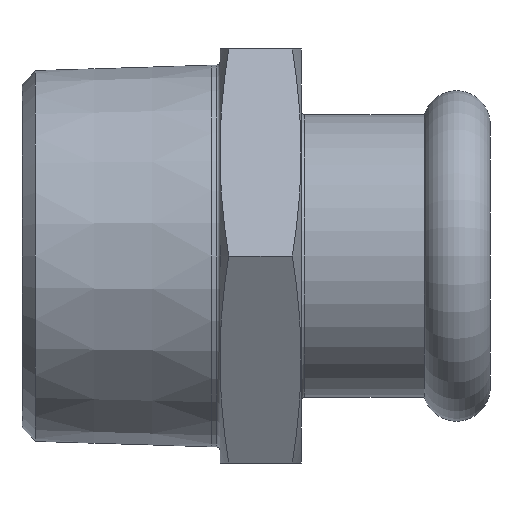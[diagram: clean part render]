
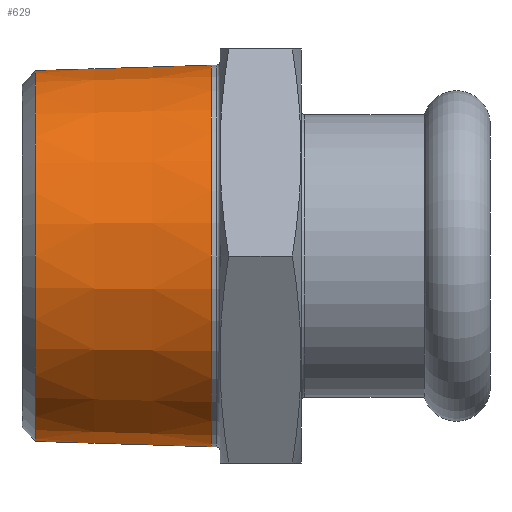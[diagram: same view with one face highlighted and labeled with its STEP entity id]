
A CAD part, left-side view. The second image highlights one B-rep face of the part: STEP entity #629.
In plain terms, the highlighted conical face has half-angle 1.78 degrees and reference radius 20.874 mm.
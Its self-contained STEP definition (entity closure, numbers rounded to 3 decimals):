
#41=CONICAL_SURFACE('',#718,20.874,0.031);
#74=LINE('',#1065,#91);
#91=VECTOR('',#864,20.874);
#120=FACE_OUTER_BOUND('',#162,.T.);
#162=EDGE_LOOP('',(#466,#467,#468,#469,#470,#471));
#221=CIRCLE('',#716,20.594);
#222=CIRCLE('',#717,20.594);
#223=CIRCLE('',#719,21.2);
#224=CIRCLE('',#720,21.2);
#276=VERTEX_POINT('',#1058);
#277=VERTEX_POINT('',#1060);
#278=VERTEX_POINT('',#1064);
#279=VERTEX_POINT('',#1066);
#347=EDGE_CURVE('',#276,#277,#221,.T.);
#348=EDGE_CURVE('',#277,#276,#222,.T.);
#349=EDGE_CURVE('',#277,#278,#74,.T.);
#350=EDGE_CURVE('',#278,#279,#223,.T.);
#351=EDGE_CURVE('',#279,#278,#224,.T.);
#466=ORIENTED_EDGE('',*,*,#347,.F.);
#467=ORIENTED_EDGE('',*,*,#348,.F.);
#468=ORIENTED_EDGE('',*,*,#349,.T.);
#469=ORIENTED_EDGE('',*,*,#350,.T.);
#470=ORIENTED_EDGE('',*,*,#351,.T.);
#471=ORIENTED_EDGE('',*,*,#349,.F.);
#629=ADVANCED_FACE('',(#120),#41,.T.);
#716=AXIS2_PLACEMENT_3D('',#1061,#858,#859);
#717=AXIS2_PLACEMENT_3D('',#1062,#860,#861);
#718=AXIS2_PLACEMENT_3D('',#1063,#862,#863);
#719=AXIS2_PLACEMENT_3D('',#1067,#865,#866);
#720=AXIS2_PLACEMENT_3D('',#1068,#867,#868);
#858=DIRECTION('center_axis',(0.,1.,0.));
#859=DIRECTION('ref_axis',(0.,0.,-1.));
#860=DIRECTION('center_axis',(0.,1.,0.));
#861=DIRECTION('ref_axis',(0.,0.,-1.));
#862=DIRECTION('center_axis',(0.,-1.,0.));
#863=DIRECTION('ref_axis',(0.,0.,1.));
#864=DIRECTION('',(0.,-1.,-0.031));
#865=DIRECTION('center_axis',(0.,1.,0.));
#866=DIRECTION('ref_axis',(0.,0.,1.));
#867=DIRECTION('center_axis',(0.,1.,0.));
#868=DIRECTION('ref_axis',(0.,0.,1.));
#1058=CARTESIAN_POINT('',(0.,50.501,20.594));
#1060=CARTESIAN_POINT('',(0.,50.501,-20.594));
#1061=CARTESIAN_POINT('Origin',(0.,50.501,0.));
#1062=CARTESIAN_POINT('Origin',(0.,50.501,0.));
#1063=CARTESIAN_POINT('Origin',(0.,41.5,0.));
#1064=CARTESIAN_POINT('',(0.,31.,-21.2));
#1065=CARTESIAN_POINT('',(0.,41.5,-20.874));
#1066=CARTESIAN_POINT('',(0.,31.,21.2));
#1067=CARTESIAN_POINT('Origin',(0.,31.,0.));
#1068=CARTESIAN_POINT('Origin',(0.,31.,0.));
